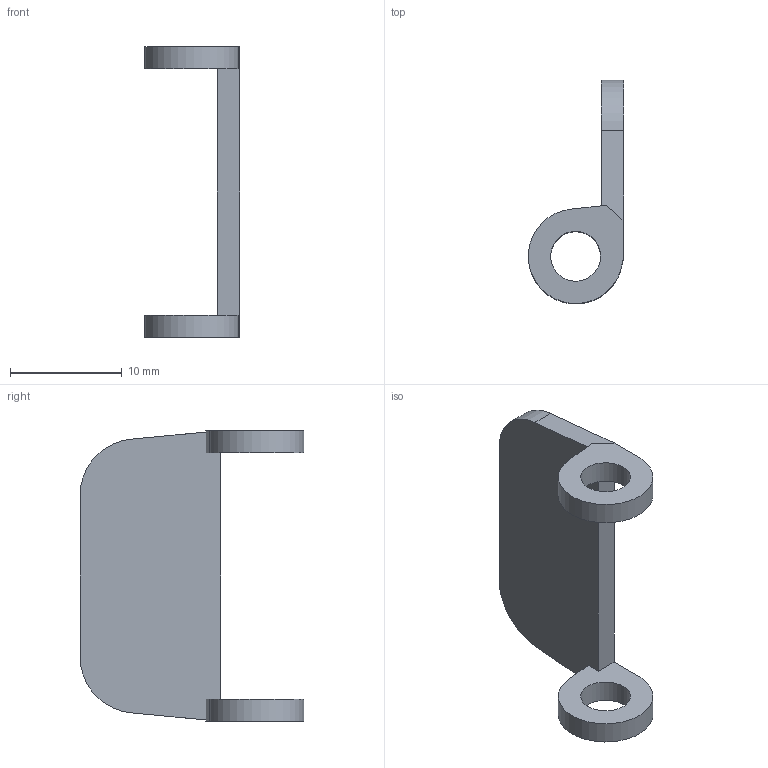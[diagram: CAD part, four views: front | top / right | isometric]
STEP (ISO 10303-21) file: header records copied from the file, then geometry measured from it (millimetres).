
FILE_DESCRIPTION(/* description */ (''),/* implementation_level */ '2;1');
FILE_NAME(/* name */ 'b670ab77-4ca7-4671-bcd3-80d5d155a1ef.stp',/* time_stamp */ '2015-10-06T16:48:53-05:00',/* author */ (''),/* organization */ (''),/* preprocessor_version */ 'ST-DEVELOPER v16.1',/* originating_system */ 'Autodesk Translation Framework v4.1.0.1560',/* authorisation */ '');
FILE_SCHEMA (('AUTOMOTIVE_DESIGN { 1 0 10303 214 3 1 1 }'));
Length unit declared in the file: centimetre
Products named in the file (1): head-extender-20mm
Bounding box: 8.5 x 19.99 x 26 mm (x, y, z)
Volume: 776.9 mm3; surface area: 1064.8 mm2
Topology: 1 solids, 1 shells, 22 faces, 60 edges, 40 vertices
Faces by surface type: plane 16, cylinder 6
Full cylindrical faces by diameter (mm): 4.46 x2
Entity records: 718 total; most frequent: CARTESIAN_POINT 121, ORIENTED_EDGE 116, DIRECTION 116, EDGE_CURVE 58, LINE 46, VECTOR 46, VERTEX_POINT 40, AXIS2_PLACEMENT_3D 35
